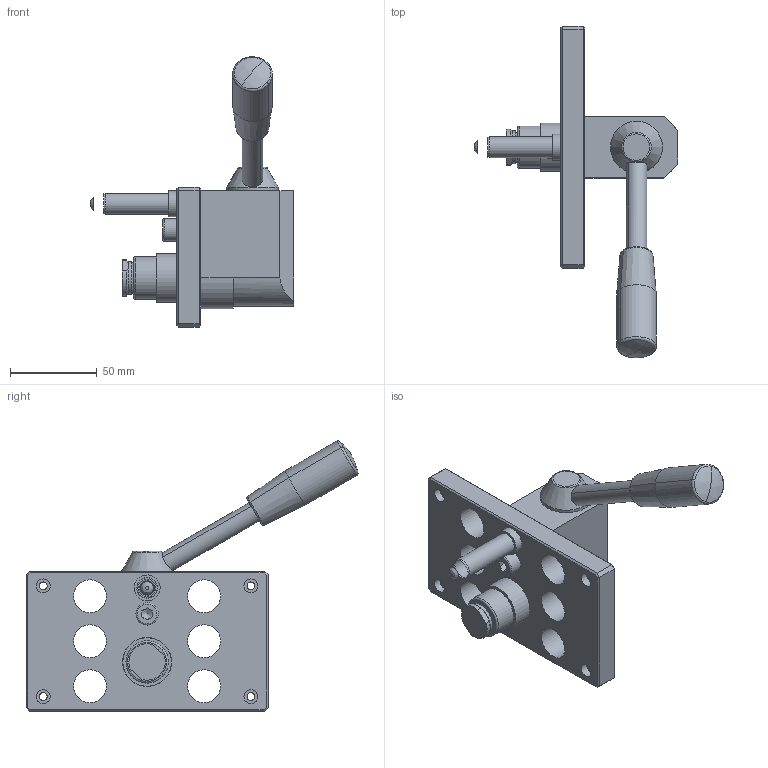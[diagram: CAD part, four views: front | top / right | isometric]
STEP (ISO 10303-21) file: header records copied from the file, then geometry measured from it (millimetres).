
FILE_DESCRIPTION(/* description */ (''),/* implementation_level */ '2;1');
FILE_NAME(/* name */ 'MKMH06.stp',/* time_stamp */ '2023-04-25T09:47:15+02:00',/* author */ ('meier'),/* organization */ (''),/* preprocessor_version */ 'ST-DEVELOPER v18.1',/* originating_system */ 'Autodesk Inventor 2022',/* authorisation */ '0 mm^3');
FILE_SCHEMA (('AUTOMOTIVE_DESIGN { 1 0 10303 214 3 1 1 }'));
Length unit declared in the file: millimetre
Products named in the file (1): LUE_00026451
Bounding box: 117.7 x 191.91 x 156.39 mm (x, y, z)
Volume: 309173.5 mm3; surface area: 57308.4 mm2
Topology: 1 solids, 6 shells, 342 faces, 847 edges, 555 vertices
Faces by surface type: plane 137, bspline 137, cylinder 41, cone 14, torus 11, sphere 2
Full cylindrical faces by diameter (mm): 4.134 x2, 4.5 x4, 5 x1, 5.5 x1, 6.647 x1, 8 x6, 8.5 x1, 9 x1, 10 x1, 12 x1, 13 x1, 15 x1, 19 x7, 24.5 x1, 28 x1, 28.2 x1, 30 x1
Entity records: 11784 total; most frequent: CARTESIAN_POINT 4060, ORIENTED_EDGE 1684, DIRECTION 1088, EDGE_CURVE 842, VERTEX_POINT 552, LINE 426, VECTOR 426, EDGE_LOOP 406
